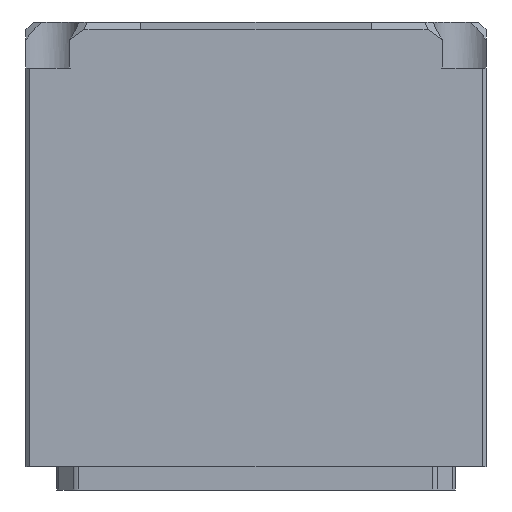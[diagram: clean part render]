
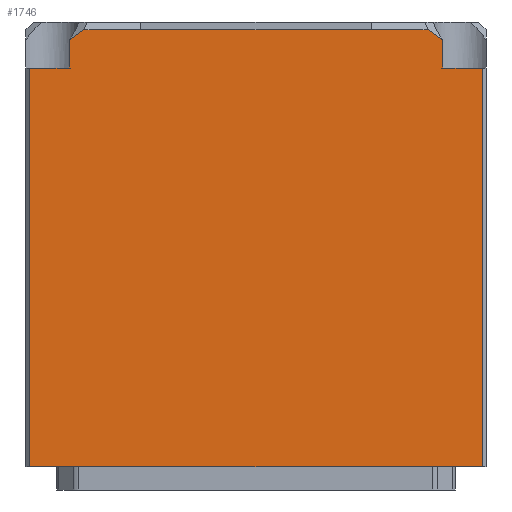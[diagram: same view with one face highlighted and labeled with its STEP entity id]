
A CAD part, front view. The second image highlights one B-rep face of the part: STEP entity #1746.
In plain terms, the highlighted planar face has unit normal (0, -1, 0).
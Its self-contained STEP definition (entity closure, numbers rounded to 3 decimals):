
#55=PLANE('',#1897);
#141=FACE_OUTER_BOUND('',#242,.T.);
#242=EDGE_LOOP('',(#1411,#1412,#1413,#1414,#1415,#1416,#1417,#1418,#1419,
#1420,#1421,#1422));
#371=LINE('',#2674,#571);
#373=LINE('',#2692,#573);
#376=LINE('',#2701,#576);
#409=LINE('',#2776,#609);
#411=LINE('',#2779,#611);
#412=LINE('',#2781,#612);
#413=LINE('',#2783,#613);
#414=LINE('',#2785,#614);
#415=LINE('',#2787,#615);
#416=LINE('',#2789,#616);
#417=LINE('',#2791,#617);
#418=LINE('',#2792,#618);
#571=VECTOR('',#2169,10.);
#573=VECTOR('',#2185,10.);
#576=VECTOR('',#2194,10.);
#609=VECTOR('',#2239,10.);
#611=VECTOR('',#2243,10.);
#612=VECTOR('',#2244,10.);
#613=VECTOR('',#2245,10.);
#614=VECTOR('',#2246,10.);
#615=VECTOR('',#2247,10.);
#616=VECTOR('',#2248,10.);
#617=VECTOR('',#2249,10.);
#618=VECTOR('',#2250,10.);
#813=VERTEX_POINT('',#2660);
#819=VERTEX_POINT('',#2672);
#827=VERTEX_POINT('',#2689);
#828=VERTEX_POINT('',#2691);
#831=VERTEX_POINT('',#2699);
#867=VERTEX_POINT('',#2775);
#868=VERTEX_POINT('',#2780);
#869=VERTEX_POINT('',#2782);
#870=VERTEX_POINT('',#2784);
#871=VERTEX_POINT('',#2786);
#872=VERTEX_POINT('',#2788);
#873=VERTEX_POINT('',#2790);
#1019=EDGE_CURVE('',#819,#813,#371,.T.);
#1027=EDGE_CURVE('',#828,#827,#373,.T.);
#1032=EDGE_CURVE('',#827,#831,#376,.T.);
#1069=EDGE_CURVE('',#828,#867,#409,.T.);
#1071=EDGE_CURVE('',#813,#831,#411,.T.);
#1072=EDGE_CURVE('',#868,#819,#412,.T.);
#1073=EDGE_CURVE('',#868,#869,#413,.T.);
#1074=EDGE_CURVE('',#869,#870,#414,.T.);
#1075=EDGE_CURVE('',#871,#870,#415,.T.);
#1076=EDGE_CURVE('',#872,#871,#416,.T.);
#1077=EDGE_CURVE('',#872,#873,#417,.T.);
#1078=EDGE_CURVE('',#867,#873,#418,.T.);
#1411=ORIENTED_EDGE('',*,*,#1027,.T.);
#1412=ORIENTED_EDGE('',*,*,#1032,.T.);
#1413=ORIENTED_EDGE('',*,*,#1071,.F.);
#1414=ORIENTED_EDGE('',*,*,#1019,.F.);
#1415=ORIENTED_EDGE('',*,*,#1072,.F.);
#1416=ORIENTED_EDGE('',*,*,#1073,.T.);
#1417=ORIENTED_EDGE('',*,*,#1074,.T.);
#1418=ORIENTED_EDGE('',*,*,#1075,.F.);
#1419=ORIENTED_EDGE('',*,*,#1076,.F.);
#1420=ORIENTED_EDGE('',*,*,#1077,.T.);
#1421=ORIENTED_EDGE('',*,*,#1078,.F.);
#1422=ORIENTED_EDGE('',*,*,#1069,.F.);
#1746=ADVANCED_FACE('',(#141),#55,.T.);
#1897=AXIS2_PLACEMENT_3D('',#2778,#2241,#2242);
#2169=DIRECTION('',(-1.,0.,0.));
#2185=DIRECTION('',(0.,0.,-1.));
#2194=DIRECTION('',(-1.,0.,0.));
#2239=DIRECTION('',(0.816,0.,0.577));
#2241=DIRECTION('center_axis',(0.,-1.,0.));
#2242=DIRECTION('ref_axis',(1.,0.,0.));
#2243=DIRECTION('',(0.,0.,1.));
#2244=DIRECTION('',(0.,0.,-1.));
#2245=DIRECTION('',(-1.,0.,0.));
#2246=DIRECTION('',(0.,0.,1.));
#2247=DIRECTION('',(0.816,0.,-0.577));
#2248=DIRECTION('',(1.,0.,0.));
#2249=DIRECTION('',(-1.,0.,0.));
#2250=DIRECTION('',(1.,0.,0.));
#2660=CARTESIAN_POINT('',(-14.75,-15.,5.));
#2672=CARTESIAN_POINT('',(14.75,-15.,5.));
#2674=CARTESIAN_POINT('',(15.,-15.,5.));
#2689=CARTESIAN_POINT('',(-12.177,-15.,31.));
#2691=CARTESIAN_POINT('',(-12.177,-15.,32.819));
#2692=CARTESIAN_POINT('',(-12.177,-15.,34.));
#2699=CARTESIAN_POINT('',(-14.75,-15.,31.));
#2701=CARTESIAN_POINT('',(-14.25,-15.,31.));
#2775=CARTESIAN_POINT('',(-11.214,-15.,33.5));
#2776=CARTESIAN_POINT('',(-14.404,-15.,31.245));
#2778=CARTESIAN_POINT('Origin',(-15.,-15.,30.));
#2779=CARTESIAN_POINT('',(-14.75,-15.,30.));
#2780=CARTESIAN_POINT('',(14.75,-15.,31.));
#2781=CARTESIAN_POINT('',(14.75,-15.,30.));
#2782=CARTESIAN_POINT('',(12.177,-15.,31.));
#2783=CARTESIAN_POINT('',(-0.75,-15.,31.));
#2784=CARTESIAN_POINT('',(12.177,-15.,32.819));
#2785=CARTESIAN_POINT('',(12.177,-15.,34.));
#2786=CARTESIAN_POINT('',(11.214,-15.,33.5));
#2787=CARTESIAN_POINT('',(4.404,-15.,38.316));
#2788=CARTESIAN_POINT('',(7.5,-15.,33.5));
#2789=CARTESIAN_POINT('',(-7.5,-15.,33.5));
#2790=CARTESIAN_POINT('',(-7.5,-15.,33.5));
#2791=CARTESIAN_POINT('',(-7.5,-15.,33.5));
#2792=CARTESIAN_POINT('',(-7.5,-15.,33.5));
